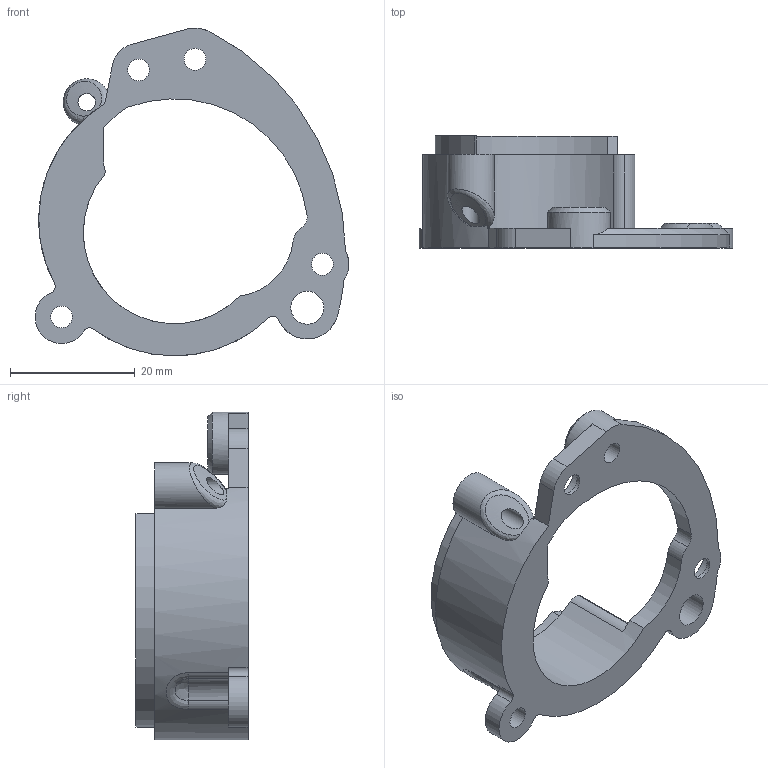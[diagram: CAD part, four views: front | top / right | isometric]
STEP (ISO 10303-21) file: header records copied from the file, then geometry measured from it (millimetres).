
FILE_DESCRIPTION(/* description */ (''),/* implementation_level */ '2;1');
FILE_NAME(/* name */ 'Tensioner PC2.step',/* time_stamp */ '2022-11-01T13:29:04-05:00',/* author */ (''),/* organization */ (''),/* preprocessor_version */ 'ST-DEVELOPER v19',/* originating_system */ 'Autodesk Translation Framework v11.7.0.108',/* authorisation */ '');
FILE_SCHEMA (('AUTOMOTIVE_DESIGN { 1 0 10303 214 3 1 1 }'));
Length unit declared in the file: millimetre
Products named in the file (1): A PC2
Bounding box: 50.29 x 17.96 x 52.53 mm (x, y, z)
Volume: 7910 mm3; surface area: 5297.5 mm2
Topology: 1 solids, 1 shells, 58 faces, 163 edges, 107 vertices
Faces by surface type: cylinder 36, plane 14, cone 5, bspline 3
Full cylindrical faces by diameter (mm): 2.8 x1, 3.5 x4, 5.3 x1, 7.3 x1, 7.5 x1, 10 x1
Entity records: 2869 total; most frequent: CARTESIAN_POINT 1264, DIRECTION 343, ORIENTED_EDGE 324, EDGE_CURVE 162, AXIS2_PLACEMENT_3D 142, VERTEX_POINT 107, CIRCLE 86, EDGE_LOOP 73
